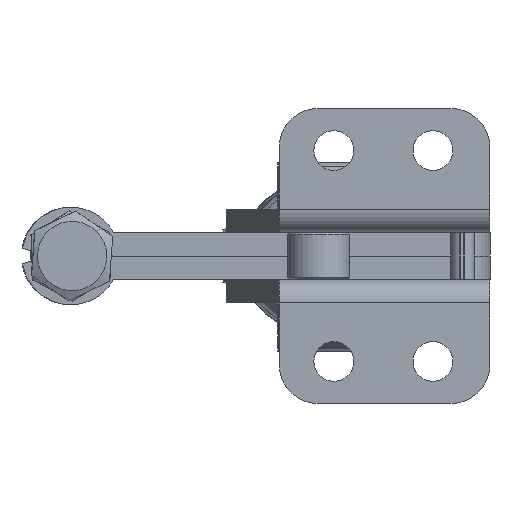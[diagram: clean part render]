
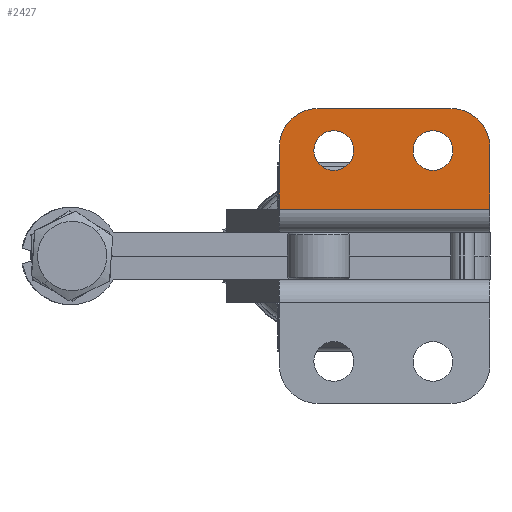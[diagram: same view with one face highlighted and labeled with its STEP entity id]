
A CAD part, front view. The second image highlights one B-rep face of the part: STEP entity #2427.
In plain terms, the highlighted planar face has unit normal (0, -1, 0).
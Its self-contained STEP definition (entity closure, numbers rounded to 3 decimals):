
#49 = VERTEX_POINT ( 'NONE', #4199 ) ;
#56 = VERTEX_POINT ( 'NONE', #4204 ) ;
#90 = VERTEX_POINT ( 'NONE', #4264 ) ;
#176 = EDGE_CURVE ( 'NONE', #90, #187, #4412, .T. ) ;
#184 = EDGE_CURVE ( 'NONE', #56, #49, #4413, .T. ) ;
#187 = VERTEX_POINT ( 'NONE', #4459 ) ;
#2357 = VERTEX_POINT ( 'NONE', #23521 ) ;
#2363 = VERTEX_POINT ( 'NONE', #23579 ) ;
#2365 = EDGE_CURVE ( 'NONE', #2376, #2357, #23561, .T. ) ;
#2366 = ORIENTED_EDGE ( 'NONE', *, *, #2429, .F. ) ;
#2376 = VERTEX_POINT ( 'NONE', #23612 ) ;
#2403 = ORIENTED_EDGE ( 'NONE', *, *, #2408, .F. ) ;
#2405 = ORIENTED_EDGE ( 'NONE', *, *, #2428, .F. ) ;
#2406 = ORIENTED_EDGE ( 'NONE', *, *, #2445, .T. ) ;
#2407 = ORIENTED_EDGE ( 'NONE', *, *, #2411, .F. ) ;
#2408 = EDGE_CURVE ( 'NONE', #2409, #2363, #23628, .T. ) ;
#2409 = VERTEX_POINT ( 'NONE', #23617 ) ;
#2410 = EDGE_CURVE ( 'NONE', #187, #90, #23613, .T. ) ;
#2411 = EDGE_CURVE ( 'NONE', #2423, #2409, #23615, .T. ) ;
#2412 = EDGE_CURVE ( 'NONE', #49, #56, #23629, .T. ) ;
#2413 = EDGE_LOOP ( 'NONE', ( #2424, #2484 ) ) ;
#2416 = EDGE_LOOP ( 'NONE', ( #2425, #2482 ) ) ;
#2417 = EDGE_LOOP ( 'NONE', ( #2366, #2420, #2406, #2405, #2403, #2407 ) ) ;
#2420 = ORIENTED_EDGE ( 'NONE', *, *, #2365, .T. ) ;
#2423 = VERTEX_POINT ( 'NONE', #23655 ) ;
#2424 = ORIENTED_EDGE ( 'NONE', *, *, #184, .T. ) ;
#2425 = ORIENTED_EDGE ( 'NONE', *, *, #176, .T. ) ;
#2427 = ADVANCED_FACE ( 'NONE', ( #23648, #23654, #23656 ), #23651, .F. ) ;
#2428 = EDGE_CURVE ( 'NONE', #2363, #2434, #23647, .T. ) ;
#2429 = EDGE_CURVE ( 'NONE', #2376, #2423, #23701, .T. ) ;
#2434 = VERTEX_POINT ( 'NONE', #23682 ) ;
#2445 = EDGE_CURVE ( 'NONE', #2357, #2434, #23729, .T. ) ;
#2482 = ORIENTED_EDGE ( 'NONE', *, *, #2410, .T. ) ;
#2484 = ORIENTED_EDGE ( 'NONE', *, *, #2412, .T. ) ;
#4199 = CARTESIAN_POINT ( 'NONE',  ( 795.528, 220.384, 10.05 ) ) ;
#4204 = CARTESIAN_POINT ( 'NONE',  ( 795.528, 220.384, 4.95 ) ) ;
#4264 = CARTESIAN_POINT ( 'NONE',  ( 808.228, 220.384, 4.95 ) ) ;
#4408 = CARTESIAN_POINT ( 'NONE',  ( 795.528, 220.384, 7.5 ) ) ;
#4409 = DIRECTION ( 'NONE',  ( 0., 0., 1. ) ) ;
#4410 = DIRECTION ( 'NONE',  ( 0., 1., 0. ) ) ;
#4411 = AXIS2_PLACEMENT_3D ( 'NONE', #4424, #4410, #4409 ) ;
#4412 = CIRCLE ( 'NONE', #4411, 2.55 ) ;
#4413 = CIRCLE ( 'NONE', #4419, 2.55 ) ;
#4419 = AXIS2_PLACEMENT_3D ( 'NONE', #4408, #4462, #4461 ) ;
#4424 = CARTESIAN_POINT ( 'NONE',  ( 808.228, 220.384, 7.5 ) ) ;
#4459 = CARTESIAN_POINT ( 'NONE',  ( 808.228, 220.384, 10.05 ) ) ;
#4461 = DIRECTION ( 'NONE',  ( 0., 0., 1. ) ) ;
#4462 = DIRECTION ( 'NONE',  ( 0., 1., 0. ) ) ;
#23521 = CARTESIAN_POINT ( 'NONE',  ( 815.528, 220.384, 0. ) ) ;
#23556 = DIRECTION ( 'NONE',  ( 1., 0., 0. ) ) ;
#23557 = VECTOR ( 'NONE', #23556, 1000. ) ;
#23558 = CARTESIAN_POINT ( 'NONE',  ( 798.851, 220.384, 0. ) ) ;
#23561 = LINE ( 'NONE', #23558, #23557 ) ;
#23579 = CARTESIAN_POINT ( 'NONE',  ( 810.528, 220.384, 12.9 ) ) ;
#23612 = CARTESIAN_POINT ( 'NONE',  ( 788.528, 220.384, 0. ) ) ;
#23613 = CIRCLE ( 'NONE', #23636, 2.55 ) ;
#23614 = DIRECTION ( 'NONE',  ( 0., 1., 0. ) ) ;
#23615 = CIRCLE ( 'NONE', #23675, 5. ) ;
#23616 = DIRECTION ( 'NONE',  ( 1., 0., 0. ) ) ;
#23617 = CARTESIAN_POINT ( 'NONE',  ( 793.528, 220.384, 12.9 ) ) ;
#23618 = VECTOR ( 'NONE', #23616, 1000. ) ;
#23619 = CARTESIAN_POINT ( 'NONE',  ( 810.528, 220.384, 12.9 ) ) ;
#23628 = LINE ( 'NONE', #23619, #23618 ) ;
#23629 = CIRCLE ( 'NONE', #23674, 2.55 ) ;
#23636 = AXIS2_PLACEMENT_3D ( 'NONE', #23671, #23670, #23669 ) ;
#23647 = CIRCLE ( 'NONE', #23700, 5. ) ;
#23648 = FACE_OUTER_BOUND ( 'NONE', #2417, .T. ) ;
#23651 = PLANE ( 'NONE',  #23659 ) ;
#23653 = CARTESIAN_POINT ( 'NONE',  ( 798.851, 220.384, -3. ) ) ;
#23654 = FACE_BOUND ( 'NONE', #2416, .T. ) ;
#23655 = CARTESIAN_POINT ( 'NONE',  ( 788.528, 220.384, 7.9 ) ) ;
#23656 = FACE_BOUND ( 'NONE', #2413, .T. ) ;
#23659 = AXIS2_PLACEMENT_3D ( 'NONE', #23653, #23614, #23703 ) ;
#23660 = DIRECTION ( 'NONE',  ( 0., 0., 1. ) ) ;
#23664 = DIRECTION ( 'NONE',  ( 0., 1., 0. ) ) ;
#23665 = DIRECTION ( 'NONE',  ( 0., 0., 1. ) ) ;
#23666 = DIRECTION ( 'NONE',  ( 0., 1., 0. ) ) ;
#23667 = CARTESIAN_POINT ( 'NONE',  ( 795.528, 220.384, 7.5 ) ) ;
#23669 = DIRECTION ( 'NONE',  ( 0., 0., 1. ) ) ;
#23670 = DIRECTION ( 'NONE',  ( 0., 1., 0. ) ) ;
#23671 = CARTESIAN_POINT ( 'NONE',  ( 808.228, 220.384, 7.5 ) ) ;
#23672 = CARTESIAN_POINT ( 'NONE',  ( 793.528, 220.384, 7.9 ) ) ;
#23674 = AXIS2_PLACEMENT_3D ( 'NONE', #23667, #23664, #23660 ) ;
#23675 = AXIS2_PLACEMENT_3D ( 'NONE', #23672, #23666, #23665 ) ;
#23682 = CARTESIAN_POINT ( 'NONE',  ( 815.528, 220.384, 7.9 ) ) ;
#23692 = DIRECTION ( 'NONE',  ( 0., 0., 1. ) ) ;
#23693 = VECTOR ( 'NONE', #23692, 1000. ) ;
#23694 = CARTESIAN_POINT ( 'NONE',  ( 788.528, 220.384, -3. ) ) ;
#23697 = DIRECTION ( 'NONE',  ( 0., 0., 1. ) ) ;
#23698 = DIRECTION ( 'NONE',  ( 0., 1., 0. ) ) ;
#23699 = CARTESIAN_POINT ( 'NONE',  ( 810.528, 220.384, 7.9 ) ) ;
#23700 = AXIS2_PLACEMENT_3D ( 'NONE', #23699, #23698, #23697 ) ;
#23701 = LINE ( 'NONE', #23694, #23693 ) ;
#23703 = DIRECTION ( 'NONE',  ( 0., 0., 1. ) ) ;
#23722 = DIRECTION ( 'NONE',  ( 0., 0., 1. ) ) ;
#23723 = VECTOR ( 'NONE', #23722, 1000. ) ;
#23728 = CARTESIAN_POINT ( 'NONE',  ( 815.528, 220.384, -3. ) ) ;
#23729 = LINE ( 'NONE', #23728, #23723 ) ;
